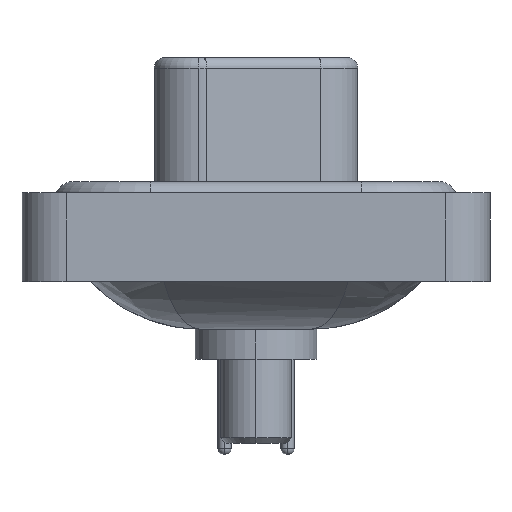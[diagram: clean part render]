
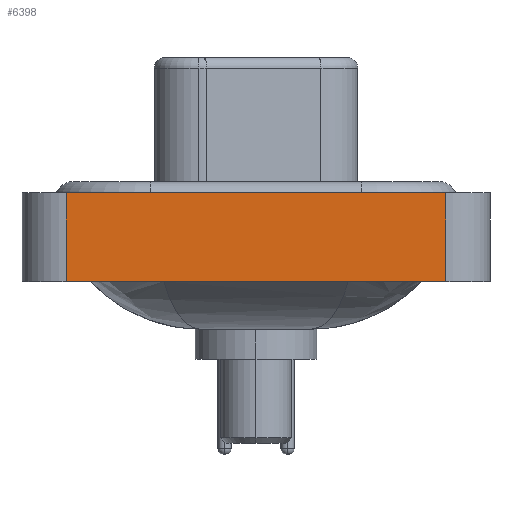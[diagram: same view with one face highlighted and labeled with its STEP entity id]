
A CAD part, left-side view. The second image highlights one B-rep face of the part: STEP entity #6398.
In plain terms, the highlighted planar face has unit normal (-1, 0, 0).
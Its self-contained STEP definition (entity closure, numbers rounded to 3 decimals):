
#183 = EDGE_CURVE ( 'NONE', #12971, #8974, #7189, .T. ) ;
#848 = CARTESIAN_POINT ( 'NONE',  ( -7.35, 8.55, -3.6 ) ) ;
#915 = DIRECTION ( 'NONE',  ( 0., 0., 1. ) ) ;
#1584 = EDGE_CURVE ( 'NONE', #17970, #8250, #4244, .T. ) ;
#2028 = PLANE ( 'NONE',  #2058 ) ;
#2058 = AXIS2_PLACEMENT_3D ( 'NONE', #5553, #15126, #16791 ) ;
#2400 = VECTOR ( 'NONE', #18674, 1000. ) ;
#4244 = LINE ( 'NONE', #848, #2400 ) ;
#4815 = CARTESIAN_POINT ( 'NONE',  ( -7.35, 8.55, -3.6 ) ) ;
#5023 = FACE_OUTER_BOUND ( 'NONE', #8203, .T. ) ;
#5381 = LINE ( 'NONE', #13159, #7564 ) ;
#5553 = CARTESIAN_POINT ( 'NONE',  ( -7.35, -8.55, -3.6 ) ) ;
#6398 = ADVANCED_FACE ( 'NONE', ( #5023 ), #2028, .T. ) ;
#7189 = LINE ( 'NONE', #12000, #20956 ) ;
#7564 = VECTOR ( 'NONE', #8709, 1000. ) ;
#8203 = EDGE_LOOP ( 'NONE', ( #8238, #8379, #18369, #18944 ) ) ;
#8238 = ORIENTED_EDGE ( 'NONE', *, *, #183, .T. ) ;
#8250 = VERTEX_POINT ( 'NONE', #10379 ) ;
#8379 = ORIENTED_EDGE ( 'NONE', *, *, #18989, .F. ) ;
#8709 = DIRECTION ( 'NONE',  ( 0., -1., 0. ) ) ;
#8974 = VERTEX_POINT ( 'NONE', #19161 ) ;
#9070 = LINE ( 'NONE', #13626, #18675 ) ;
#10379 = CARTESIAN_POINT ( 'NONE',  ( -7.35, 8.55, 0.4 ) ) ;
#12000 = CARTESIAN_POINT ( 'NONE',  ( -7.35, -8.55, -3.6 ) ) ;
#12971 = VERTEX_POINT ( 'NONE', #14771 ) ;
#13159 = CARTESIAN_POINT ( 'NONE',  ( -7.35, -8.55, 0.4 ) ) ;
#13626 = CARTESIAN_POINT ( 'NONE',  ( -7.35, -8.55, -3.6 ) ) ;
#14771 = CARTESIAN_POINT ( 'NONE',  ( -7.35, -8.55, -3.6 ) ) ;
#15126 = DIRECTION ( 'NONE',  ( -1., 0., 0. ) ) ;
#15877 = EDGE_CURVE ( 'NONE', #17970, #12971, #9070, .T. ) ;
#16791 = DIRECTION ( 'NONE',  ( 0., 0., 1. ) ) ;
#16972 = DIRECTION ( 'NONE',  ( 0., -1., 0. ) ) ;
#17970 = VERTEX_POINT ( 'NONE', #4815 ) ;
#18369 = ORIENTED_EDGE ( 'NONE', *, *, #1584, .F. ) ;
#18674 = DIRECTION ( 'NONE',  ( 0., 0., 1. ) ) ;
#18675 = VECTOR ( 'NONE', #16972, 1000. ) ;
#18944 = ORIENTED_EDGE ( 'NONE', *, *, #15877, .T. ) ;
#18989 = EDGE_CURVE ( 'NONE', #8250, #8974, #5381, .T. ) ;
#19161 = CARTESIAN_POINT ( 'NONE',  ( -7.35, -8.55, 0.4 ) ) ;
#20956 = VECTOR ( 'NONE', #915, 1000. ) ;
